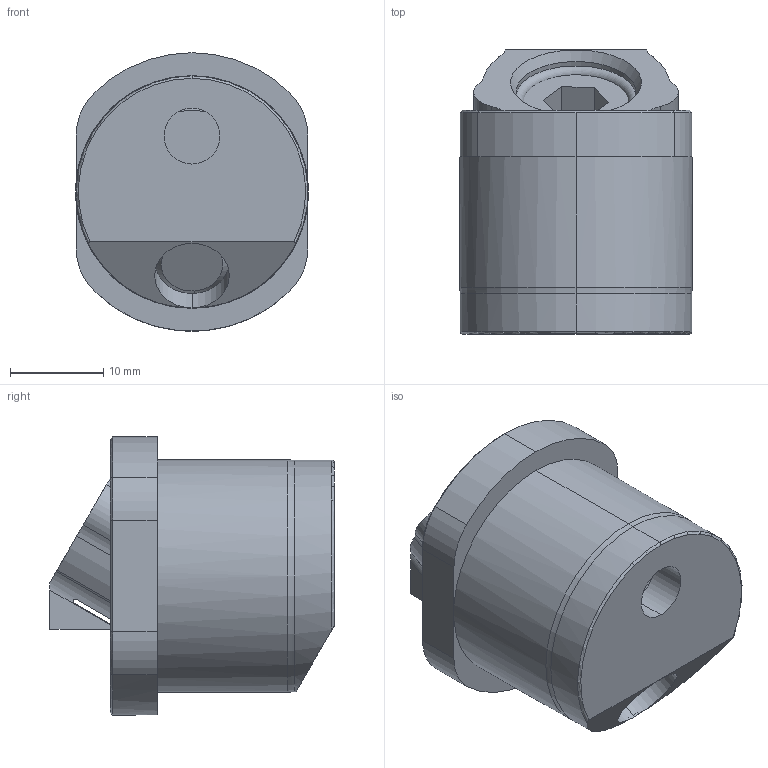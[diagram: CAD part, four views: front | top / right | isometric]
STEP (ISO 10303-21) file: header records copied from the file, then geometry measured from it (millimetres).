
FILE_DESCRIPTION (( 'STEP AP203' ), '1' );
FILE_NAME ('MiteeBite-28320.step.step', '2014-03-20T02:55:21', ( 'Windows User' ), ( '' ), 'SwSTEP 2.0', 'SolidWorks 2014', '' );
FILE_SCHEMA (( 'CONFIG_CONTROL_DESIGN' ));
Length unit declared in the file: millimetre
Products named in the file (5): MiteeBite-28320.step_MiteeBite-28320_001843E_Body_from_Cutsforth-28320 & 28322_25MM; MiteeBite-28320.step_MiteeBite-28320_clamp jaw; MiteeBite-28320.step_MiteeBite-28320_Ring; MiteeBite-28320.step_socket head cap screw_am_B18.3.1M - 8 x 1.25 x 16 Hex SHCS -- 16CHX; MiteeBite-28320.step
Assembly tree (4 placements, depth 2):
  MiteeBite-28320.step
    MiteeBite-28320.step_MiteeBite-28320_001843E_Body_from_Cutsforth-28320 & 28322_25MM
    MiteeBite-28320.step_MiteeBite-28320_clamp jaw
    MiteeBite-28320.step_MiteeBite-28320_Ring
    MiteeBite-28320.step_socket head cap screw_am_B18.3.1M - 8 x 1.25 x 16 Hex SHCS -- 16CHX
Bounding box: 24.99 x 30.5 x 29.9 mm (x, y, z)
Volume: 11395.3 mm3; surface area: 7672 mm2
Topology: 4 solids, 4 shells, 152 faces, 377 edges, 233 vertices
Faces by surface type: cylinder 61, plane 52, cone 28, torus 11
Entity records: 5129 total; most frequent: CARTESIAN_POINT 979, DIRECTION 814, ORIENTED_EDGE 750, EDGE_CURVE 375, AXIS2_PLACEMENT_3D 322, VERTEX_POINT 233, LINE 170, VECTOR 170
